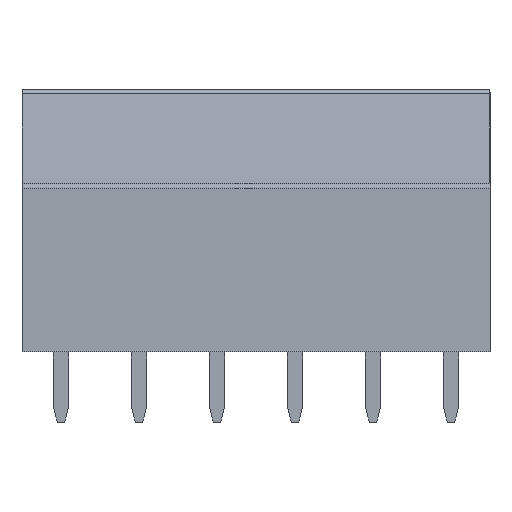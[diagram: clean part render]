
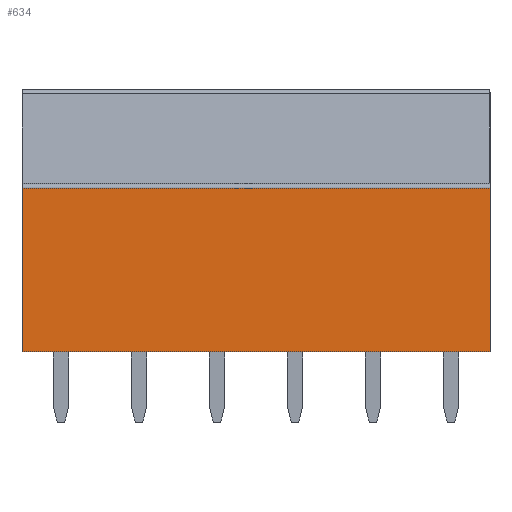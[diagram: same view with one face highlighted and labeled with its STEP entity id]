
A CAD part, front view. The second image highlights one B-rep face of the part: STEP entity #634.
In plain terms, the highlighted planar face has unit normal (0, -1, 0).
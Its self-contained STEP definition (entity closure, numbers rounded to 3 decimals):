
#634 = ADVANCED_FACE( '', ( #1336 ), #1337, .T. );
#1336 = FACE_OUTER_BOUND( '', #2051, .T. );
#1337 = PLANE( '', #2052 );
#2051 = EDGE_LOOP( '', ( #3831, #3832, #3833, #3834 ) );
#2052 = AXIS2_PLACEMENT_3D( '', #3835, #3836, #3837 );
#3831 = ORIENTED_EDGE( '', *, *, #4307, .T. );
#3832 = ORIENTED_EDGE( '', *, *, #4039, .T. );
#3833 = ORIENTED_EDGE( '', *, *, #4630, .T. );
#3834 = ORIENTED_EDGE( '', *, *, #4731, .T. );
#3835 = CARTESIAN_POINT( '', ( 222.987, 77.148, 5.1 ) );
#3836 = DIRECTION( '', ( 0., -1., 0. ) );
#3837 = DIRECTION( '', ( 0., 0., 1. ) );
#4039 = EDGE_CURVE( '', #4766, #4787, #4789, .T. );
#4307 = EDGE_CURVE( '', #5249, #4766, #5250, .T. );
#4630 = EDGE_CURVE( '', #4787, #5707, #5709, .T. );
#4731 = EDGE_CURVE( '', #5707, #5249, #5819, .T. );
#4766 = VERTEX_POINT( '', #5858 );
#4787 = VERTEX_POINT( '', #5886 );
#4789 = LINE( '', #5888, #5889 );
#5249 = VERTEX_POINT( '', #6539 );
#5250 = LINE( '', #6540, #6541 );
#5707 = VERTEX_POINT( '', #7183 );
#5709 = LINE( '', #7185, #7186 );
#5819 = LINE( '', #7333, #7334 );
#5858 = CARTESIAN_POINT( '', ( 229.737, 77.148, 0. ) );
#5886 = CARTESIAN_POINT( '', ( 229.737, 77.148, 10.5 ) );
#5888 = CARTESIAN_POINT( '', ( 229.737, 77.148, 5.1 ) );
#5889 = VECTOR( '', #7385, 1000. );
#6539 = CARTESIAN_POINT( '', ( 199.737, 77.148, 0. ) );
#6540 = CARTESIAN_POINT( '', ( 219.737, 77.148, 0. ) );
#6541 = VECTOR( '', #7656, 1000. );
#7183 = CARTESIAN_POINT( '', ( 199.737, 77.148, 10.5 ) );
#7185 = CARTESIAN_POINT( '', ( 234.737, 77.148, 10.5 ) );
#7186 = VECTOR( '', #7975, 1000. );
#7333 = CARTESIAN_POINT( '', ( 199.737, 77.148, 5.1 ) );
#7334 = VECTOR( '', #8040, 1000. );
#7385 = DIRECTION( '', ( 0., 0., 1. ) );
#7656 = DIRECTION( '', ( 1., 0., 0. ) );
#7975 = DIRECTION( '', ( -1., 0., 0. ) );
#8040 = DIRECTION( '', ( 0., 0., -1. ) );
